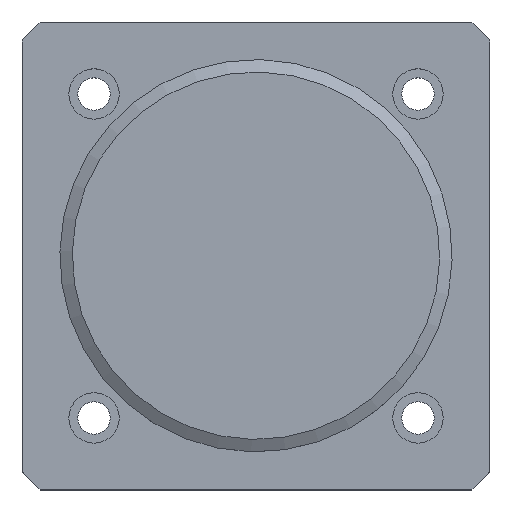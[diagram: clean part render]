
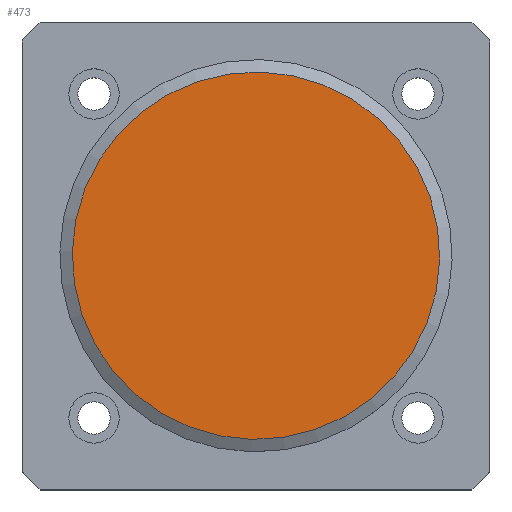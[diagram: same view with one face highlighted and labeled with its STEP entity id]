
A CAD part, top view. The second image highlights one B-rep face of the part: STEP entity #473.
In plain terms, the highlighted planar face has unit normal (0, 0, 1).
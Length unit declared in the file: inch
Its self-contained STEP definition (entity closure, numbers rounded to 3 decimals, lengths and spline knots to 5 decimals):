
#63=PLANE('',#531);
#150=FACE_OUTER_BOUND('',#187,.T.);
#187=EDGE_LOOP('',(#367));
#244=CIRCLE('',#530,2.00929);
#270=VERTEX_POINT('',#736);
#312=EDGE_CURVE('',#270,#270,#244,.T.);
#367=ORIENTED_EDGE('',*,*,#312,.T.);
#473=ADVANCED_FACE('',(#150),#63,.T.);
#530=AXIS2_PLACEMENT_3D('',#737,#600,#601);
#531=AXIS2_PLACEMENT_3D('',#738,#602,#603);
#600=DIRECTION('center_axis',(0.,0.,
1.));
#601=DIRECTION('ref_axis',(0.878,0.479,0.));
#602=DIRECTION('center_axis',(0.,0.,
1.));
#603=DIRECTION('ref_axis',(0.878,0.479,0.));
#736=CARTESIAN_POINT('',(2.61841,1.48604,1.8836));
#737=CARTESIAN_POINT('Origin',(0.85507,0.52278,1.8836));
#738=CARTESIAN_POINT('Origin',(0.85507,0.52278,1.8836));
